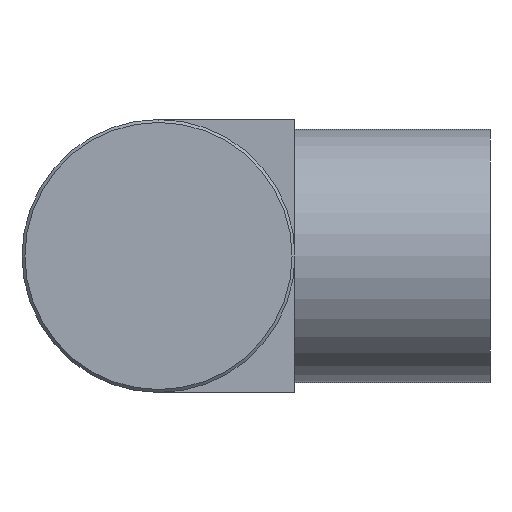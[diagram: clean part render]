
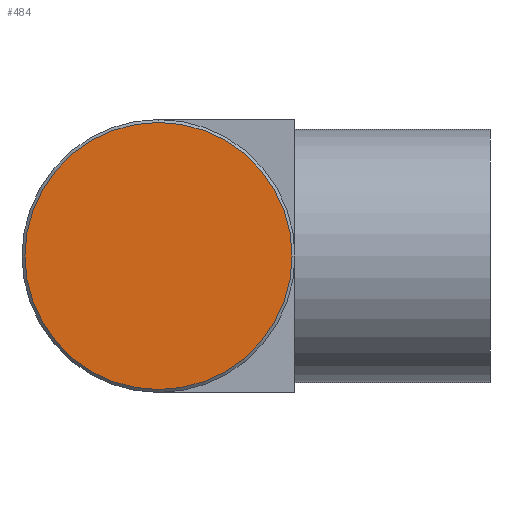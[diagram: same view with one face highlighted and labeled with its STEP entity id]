
A CAD part, left-side view. The second image highlights one B-rep face of the part: STEP entity #484.
In plain terms, the highlighted planar face has unit normal (-1, 0, 0).
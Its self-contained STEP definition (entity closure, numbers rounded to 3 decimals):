
#30 = AXIS2_PLACEMENT_3D ( 'NONE', #553, #921, #472 ) ;
#41 = DIRECTION ( 'NONE',  ( 0., 0., 1. ) ) ;
#122 = EDGE_LOOP ( 'NONE', ( #926, #608 ) ) ;
#130 = PLANE ( 'NONE',  #963 ) ;
#300 = VERTEX_POINT ( 'NONE', #495 ) ;
#346 = VERTEX_POINT ( 'NONE', #865 ) ;
#381 = AXIS2_PLACEMENT_3D ( 'NONE', #1075, #630, #41 ) ;
#408 = FACE_OUTER_BOUND ( 'NONE', #122, .T. ) ;
#472 = DIRECTION ( 'NONE',  ( 0., 0., 1. ) ) ;
#484 = ADVANCED_FACE ( 'NONE', ( #408 ), #130, .F. ) ;
#495 = CARTESIAN_POINT ( 'NONE',  ( 0., 0., -13.7 ) ) ;
#539 = DIRECTION ( 'NONE',  ( 0., 0., -1. ) ) ;
#540 = EDGE_CURVE ( 'NONE', #300, #346, #820, .T. ) ;
#553 = CARTESIAN_POINT ( 'NONE',  ( 0., 0., 0. ) ) ;
#608 = ORIENTED_EDGE ( 'NONE', *, *, #969, .T. ) ;
#630 = DIRECTION ( 'NONE',  ( -1., 0., 0. ) ) ;
#820 = CIRCLE ( 'NONE', #30, 13.7 ) ;
#865 = CARTESIAN_POINT ( 'NONE',  ( 0., 0., 13.7 ) ) ;
#906 = DIRECTION ( 'NONE',  ( 1., 0., 0. ) ) ;
#912 = CARTESIAN_POINT ( 'NONE',  ( 0., 0., 0. ) ) ;
#921 = DIRECTION ( 'NONE',  ( -1., 0., 0. ) ) ;
#926 = ORIENTED_EDGE ( 'NONE', *, *, #540, .T. ) ;
#946 = CIRCLE ( 'NONE', #381, 13.7 ) ;
#963 = AXIS2_PLACEMENT_3D ( 'NONE', #912, #906, #539 ) ;
#969 = EDGE_CURVE ( 'NONE', #346, #300, #946, .T. ) ;
#1075 = CARTESIAN_POINT ( 'NONE',  ( 0., 0., 0. ) ) ;
